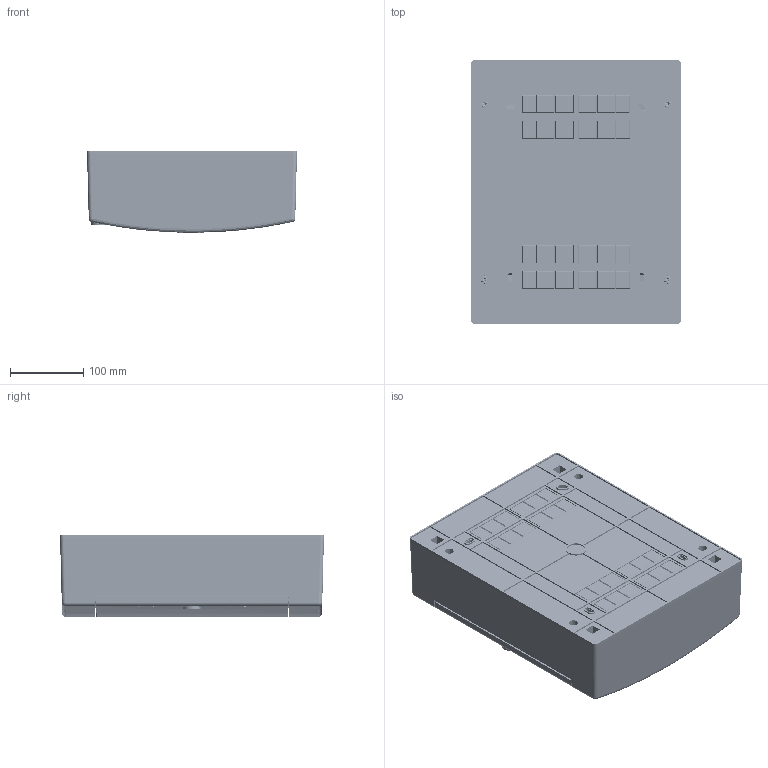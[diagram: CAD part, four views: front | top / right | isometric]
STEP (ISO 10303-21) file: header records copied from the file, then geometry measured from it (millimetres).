
FILE_DESCRIPTION (( 'STEP AP203' ), '1' );
FILE_NAME ('N24C.STEP', '2020-05-09T22:05:41', ( '' ), ( '' ), 'SwSTEP 2.0', 'SolidWorks 2019', '' );
FILE_SCHEMA (( 'CONFIG_CONTROL_DESIGN' ));
Length unit declared in the file: millimetre
Products named in the file (23): mesingana sabirnica_Striebel&John 2x9; Odstojnik; N24C; Odstojnik_najduzi; telo sabirnice; osigurac; MirrorHolder; mesingana sabirnica_6; sraf za razvodne table; sraf sabirnice; SABIRNICA; poklopac sabirnice; dno2; Holder; limena sina; maska dvoredne nazidne table_konacni izgled; Vrata dvoredne table; Pan Head Cross Recess Screw_DIN_ISO 7045 - M4 x 8 - Z --- 8N
Assembly tree (80 placements, depth 4):
  N24C
    dno2
    maska dvoredne nazidne table_konacni izgled
    sraf za razvodne table  x4
    Vrata dvoredne table
    limena sina  x2
    osigurac
    Pan Head Cross Recess Screw_DIN_ISO 7045 - M4 x 8 - Z --- 8N  x4
    SABIRNICA
      telo sabirnice
      poklopac sabirnice
      mesingana sabirnica_6
        mesingana sabirnica_6
        sraf sabirnice  x5
      mesingana sabirnica_Striebel&John 2x9
        mesingana sabirnica_Striebel&John 2x9
        sraf sabirnice  x18
      Odstojnik
      Odstojnik_najduzi
    Holder
    SABIRNICA
      telo sabirnice
      poklopac sabirnice
      mesingana sabirnica_6
        mesingana sabirnica_6
        sraf sabirnice  x5
      mesingana sabirnica_Striebel&John 2x9
        mesingana sabirnica_Striebel&John 2x9
        sraf sabirnice  x18
      Odstojnik
      Odstojnik_najduzi
    MirrorHolder
Bounding box: 286.8 x 360.5 x 111.6 mm (x, y, z)
Volume: 1155407 mm3; surface area: 1114706.1 mm2
Topology: 75 solids, 75 shells, 6292 faces, 17143 edges, 11204 vertices
Faces by surface type: plane 3868, cylinder 1330, bspline 672, cone 282, torus 92, sphere 48
Full cylindrical faces by diameter (mm): 2.5 x4, 2.8 x2, 3 x4, 4 x52, 4.85 x46, 6 x52, 8 x4, 10 x12, 10.2 x4, 11 x4, 12 x4, 12.2 x4, 12.5 x4, 15 x5, 15.5 x4, 16.5 x4, 17.23 x1, 21.57 x1, 22 x4, 23.9 x1, 25 x4
Entity records: 138769 total; most frequent: CARTESIAN_POINT 43842, ORIENTED_EDGE 19694, DIRECTION 17398, EDGE_CURVE 9847, LINE 7116, VECTOR 7116, VERTEX_POINT 6526, AXIS2_PLACEMENT_3D 5141
